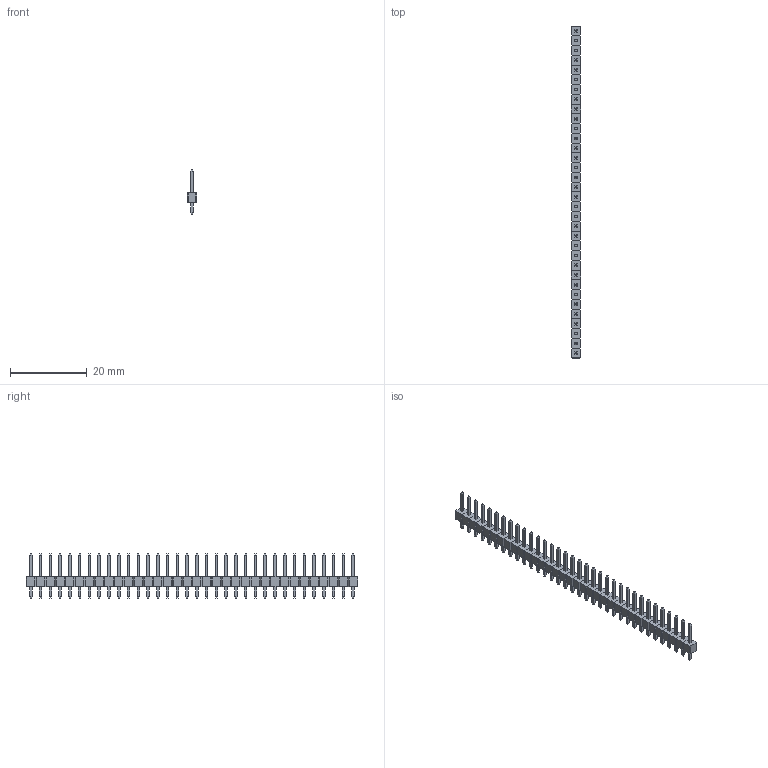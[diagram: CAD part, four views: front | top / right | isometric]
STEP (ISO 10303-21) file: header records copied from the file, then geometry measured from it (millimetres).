
FILE_DESCRIPTION (( 'STEP AP214' ), '1' );
FILE_NAME ('34x1_Pin_Header_2.54mm.STEP', '2022-08-24T06:25:05', ( '' ), ( '' ), 'SwSTEP 2.0', 'SolidWorks 2022', '' );
FILE_SCHEMA (( 'AUTOMOTIVE_DESIGN' ));
Length unit declared in the file: millimetre
Products named in the file (2): 1x1_Pin_Header_2.54mm; 34x1_Pin_Header_2.54mm
Assembly tree (34 placements, depth 2):
  34x1_Pin_Header_2.54mm
    1x1_Pin_Header_2.54mm  x34
Bounding box: 2.54 x 86.36 x 11.5 mm (x, y, z)
Volume: 671.2 mm3; surface area: 2018.9 mm2
Topology: 34 solids, 34 shells, 952 faces, 2176 edges, 1360 vertices
Faces by surface type: plane 952
Entity records: 1402 total; most frequent: DIRECTION 194, CARTESIAN_POINT 169, ORIENTED_EDGE 128, AXIS2_PLACEMENT_3D 65, LINE 64, EDGE_CURVE 64, VECTOR 64, VERTEX_POINT 40
